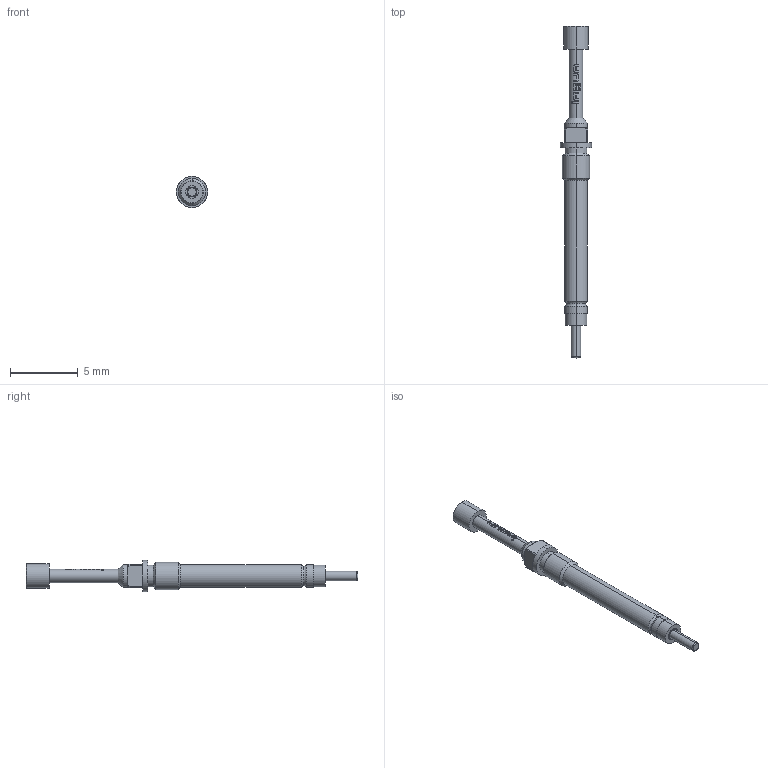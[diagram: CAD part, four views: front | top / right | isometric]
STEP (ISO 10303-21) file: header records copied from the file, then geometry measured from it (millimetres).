
FILE_DESCRIPTION (( 'STEP AP203' ), '1' );
FILE_NAME ('INGUN_SKS-402_302_180_A_xx02_MO.STEP', '2025-09-04T08:35:13', ( '' ), ( '' ), 'SwSTEP 2.0', 'SolidWorks 2023', '' );
FILE_SCHEMA (( 'CONFIG_CONTROL_DESIGN' ));
Length unit declared in the file: millimetre
Products named in the file (1): INGUN_SKS-402_302_180_A_xx02_MO
Bounding box: 2.3 x 24.5 x 2.3 mm (x, y, z)
Volume: 44.9 mm3; surface area: 126.3 mm2
Topology: 1 solids, 1 shells, 128 faces, 339 edges, 220 vertices
Faces by surface type: plane 56, cylinder 30, bspline 22, cone 16, torus 4
Entity records: 4334 total; most frequent: CARTESIAN_POINT 1212, ORIENTED_EDGE 678, DIRECTION 587, EDGE_CURVE 339, AXIS2_PLACEMENT_3D 235, VERTEX_POINT 220, EDGE_LOOP 135, CIRCLE 128
